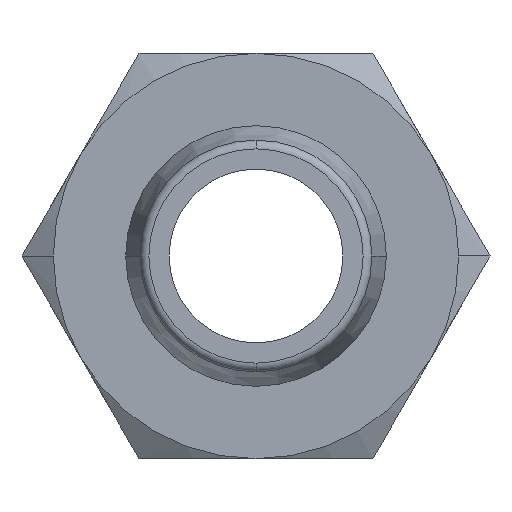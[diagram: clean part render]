
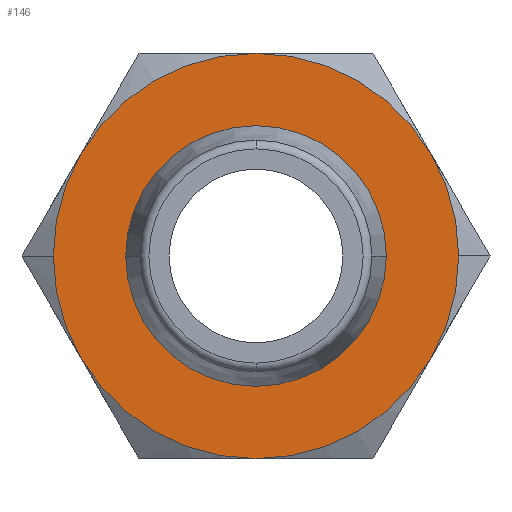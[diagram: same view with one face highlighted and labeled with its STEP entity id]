
A CAD part, front view. The second image highlights one B-rep face of the part: STEP entity #146.
In plain terms, the highlighted planar face has unit normal (0, -1, 0).
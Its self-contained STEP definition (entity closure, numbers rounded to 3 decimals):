
#146=ADVANCED_FACE('',(#304,#305),#306,.T.);
#304=FACE_OUTER_BOUND('',#471,.T.);
#305=FACE_BOUND('',#472,.T.);
#306=PLANE('',#473);
#471=EDGE_LOOP('',(#802,#803,#804,#805,#806,#807,#808,#809));
#472=EDGE_LOOP('',(#810,#811));
#473=AXIS2_PLACEMENT_3D('',#812,#813,#814);
#802=ORIENTED_EDGE('',*,*,#1068,.F.);
#803=ORIENTED_EDGE('',*,*,#956,.F.);
#804=ORIENTED_EDGE('',*,*,#983,.F.);
#805=ORIENTED_EDGE('',*,*,#1025,.F.);
#806=ORIENTED_EDGE('',*,*,#998,.F.);
#807=ORIENTED_EDGE('',*,*,#1083,.F.);
#808=ORIENTED_EDGE('',*,*,#1029,.F.);
#809=ORIENTED_EDGE('',*,*,#1022,.F.);
#810=ORIENTED_EDGE('',*,*,#1078,.F.);
#811=ORIENTED_EDGE('',*,*,#1085,.F.);
#812=CARTESIAN_POINT('',(3.5,14.0,0.0));
#813=DIRECTION('',(-0.0,-1.0,-0.0));
#814=DIRECTION('',(-1.0,0.0,0.0));
#956=EDGE_CURVE('',#1119,#1121,#1122,.T.);
#983=EDGE_CURVE('',#1165,#1119,#1167,.T.);
#998=EDGE_CURVE('',#1189,#1187,#1191,.T.);
#1022=EDGE_CURVE('',#1224,#1227,#1228,.T.);
#1025=EDGE_CURVE('',#1187,#1165,#1231,.T.);
#1029=EDGE_CURVE('',#1227,#1233,#1237,.T.);
#1068=EDGE_CURVE('',#1121,#1224,#1287,.T.);
#1078=EDGE_CURVE('',#1299,#1297,#1301,.T.);
#1083=EDGE_CURVE('',#1233,#1189,#1307,.T.);
#1085=EDGE_CURVE('',#1297,#1299,#1309,.T.);
#1119=VERTEX_POINT('',#1345);
#1121=VERTEX_POINT('',#1358);
#1122=CIRCLE('',#1359,7.0);
#1165=VERTEX_POINT('',#1429);
#1167=CIRCLE('',#1442,7.0);
#1187=VERTEX_POINT('',#1475);
#1189=VERTEX_POINT('',#1478);
#1191=CIRCLE('',#1491,7.0);
#1224=VERTEX_POINT('',#1564);
#1227=VERTEX_POINT('',#1568);
#1228=CIRCLE('',#1569,7.0);
#1231=CIRCLE('',#1583,7.0);
#1233=VERTEX_POINT('',#1585);
#1237=CIRCLE('',#1611,7.0);
#1287=CIRCLE('',#1736,7.0);
#1297=VERTEX_POINT('',#1748);
#1299=VERTEX_POINT('',#1751);
#1301=CIRCLE('',#1754,4.5);
#1307=CIRCLE('',#1782,7.0);
#1309=CIRCLE('',#1784,4.5);
#1345=CARTESIAN_POINT('',(0.,14.0,7.0));
#1358=CARTESIAN_POINT('',(6.062,14.0,3.5));
#1359=AXIS2_PLACEMENT_3D('',#1867,#1868,#1869);
#1429=CARTESIAN_POINT('',(-6.062,14.0,3.5));
#1442=AXIS2_PLACEMENT_3D('',#1911,#1912,#1913);
#1475=CARTESIAN_POINT('',(-7.0,14.0,0.));
#1478=CARTESIAN_POINT('',(-6.062,14.0,-3.5));
#1491=AXIS2_PLACEMENT_3D('',#1935,#1936,#1937);
#1564=CARTESIAN_POINT('',(7.0,14.0,0.));
#1568=CARTESIAN_POINT('',(6.062,14.0,-3.5));
#1569=AXIS2_PLACEMENT_3D('',#1964,#1965,#1966);
#1583=AXIS2_PLACEMENT_3D('',#1967,#1968,#1969);
#1585=CARTESIAN_POINT('',(0.0,14.0,-7.0));
#1611=AXIS2_PLACEMENT_3D('',#1970,#1971,#1972);
#1736=AXIS2_PLACEMENT_3D('',#2015,#2016,#2017);
#1748=CARTESIAN_POINT('',(4.5,14.0,0.));
#1751=CARTESIAN_POINT('',(-4.5,14.0,0.));
#1754=AXIS2_PLACEMENT_3D('',#2028,#2029,#2030);
#1782=AXIS2_PLACEMENT_3D('',#2031,#2032,#2033);
#1784=AXIS2_PLACEMENT_3D('',#2034,#2035,#2036);
#1867=CARTESIAN_POINT('',(0.0,14.0,0.0));
#1868=DIRECTION('',(-0.0,1.0,0.0));
#1869=DIRECTION('',(1.0,0.0,0.0));
#1911=CARTESIAN_POINT('',(0.0,14.0,0.0));
#1912=DIRECTION('',(-0.0,1.0,0.0));
#1913=DIRECTION('',(1.0,0.0,0.0));
#1935=CARTESIAN_POINT('',(0.0,14.0,0.0));
#1936=DIRECTION('',(-0.0,1.0,0.0));
#1937=DIRECTION('',(1.0,0.0,0.0));
#1964=CARTESIAN_POINT('',(0.0,14.0,0.0));
#1965=DIRECTION('',(-0.0,1.0,0.0));
#1966=DIRECTION('',(1.0,0.0,0.0));
#1967=CARTESIAN_POINT('',(0.0,14.0,0.0));
#1968=DIRECTION('',(-0.0,1.0,0.0));
#1969=DIRECTION('',(1.0,0.0,0.0));
#1970=CARTESIAN_POINT('',(0.0,14.0,0.0));
#1971=DIRECTION('',(-0.0,1.0,0.0));
#1972=DIRECTION('',(1.0,0.0,0.0));
#2015=CARTESIAN_POINT('',(0.0,14.0,0.0));
#2016=DIRECTION('',(-0.0,1.0,0.0));
#2017=DIRECTION('',(1.0,0.0,0.0));
#2028=CARTESIAN_POINT('',(0.0,14.0,0.0));
#2029=DIRECTION('',(0.0,-1.0,0.0));
#2030=DIRECTION('',(1.0,0.0,0.0));
#2031=CARTESIAN_POINT('',(0.0,14.0,0.0));
#2032=DIRECTION('',(-0.0,1.0,0.0));
#2033=DIRECTION('',(1.0,0.0,0.0));
#2034=CARTESIAN_POINT('',(0.0,14.0,0.0));
#2035=DIRECTION('',(0.0,-1.0,0.0));
#2036=DIRECTION('',(1.0,0.0,0.0));
